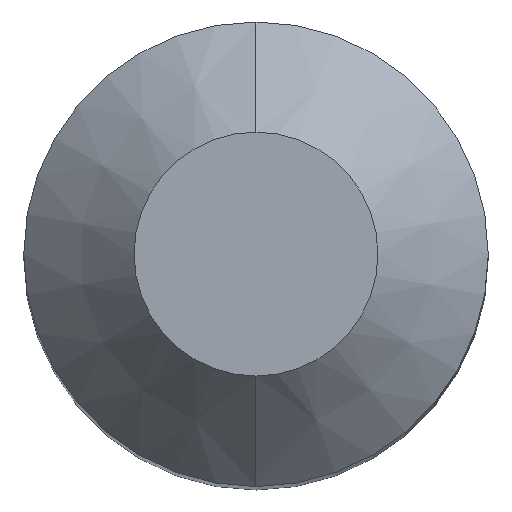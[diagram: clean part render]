
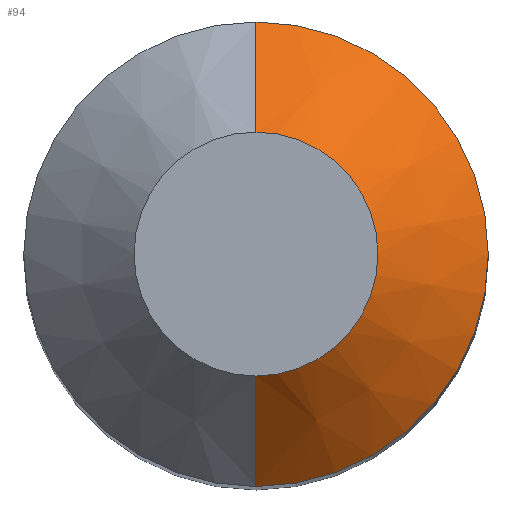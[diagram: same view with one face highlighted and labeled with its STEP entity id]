
A CAD part, top view. The second image highlights one B-rep face of the part: STEP entity #94.
In plain terms, the highlighted conical face has half-angle 45 degrees and reference radius 3.05 mm.
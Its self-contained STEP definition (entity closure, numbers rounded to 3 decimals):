
#94=ADVANCED_FACE('',(#180),#181,.T.);
#180=FACE_OUTER_BOUND('',#284,.T.);
#181=CONICAL_SURFACE('',#285,3.05,0.785);
#284=EDGE_LOOP('',(#370,#371,#372,#373));
#285=AXIS2_PLACEMENT_3D('',#374,#375,#376);
#370=ORIENTED_EDGE('',*,*,#508,.F.);
#371=ORIENTED_EDGE('',*,*,#509,.T.);
#372=ORIENTED_EDGE('',*,*,#510,.F.);
#373=ORIENTED_EDGE('',*,*,#511,.F.);
#374=CARTESIAN_POINT('',(0.,0.0,35.05));
#375=DIRECTION('',(0.,-0.0,-1.0));
#376=DIRECTION('',(0.0,1.0,0.0));
#508=EDGE_CURVE('',#579,#580,#581,.T.);
#509=EDGE_CURVE('',#579,#582,#583,.T.);
#510=EDGE_CURVE('',#584,#582,#585,.T.);
#511=EDGE_CURVE('',#580,#584,#586,.T.);
#579=VERTEX_POINT('',#655);
#580=VERTEX_POINT('',#656);
#581=LINE('',#657,#658);
#582=VERTEX_POINT('',#659);
#583=CIRCLE('',#660,2.1);
#584=VERTEX_POINT('',#661);
#585=LINE('',#662,#663);
#586=CIRCLE('',#664,4.0);
#655=CARTESIAN_POINT('',(0.,2.1,36.0));
#656=CARTESIAN_POINT('',(0.,4.0,34.1));
#657=CARTESIAN_POINT('',(0.,3.05,35.05));
#658=VECTOR('',#732,1.0);
#659=CARTESIAN_POINT('',(0.,-2.1,36.0));
#660=AXIS2_PLACEMENT_3D('',#733,#734,#735);
#661=CARTESIAN_POINT('',(0.,-4.0,34.1));
#662=CARTESIAN_POINT('',(0.,-3.05,35.05));
#663=VECTOR('',#736,1.0);
#664=AXIS2_PLACEMENT_3D('',#737,#738,#739);
#732=DIRECTION('',(0.,0.707,-0.707));
#733=CARTESIAN_POINT('',(0.,0.0,36.0));
#734=DIRECTION('',(0.,0.0,-1.0));
#735=DIRECTION('',(0.0,1.0,0.0));
#736=DIRECTION('',(0.,0.707,0.707));
#737=CARTESIAN_POINT('',(0.,0.0,34.1));
#738=DIRECTION('',(0.,0.0,-1.0));
#739=DIRECTION('',(0.0,1.0,0.0));
